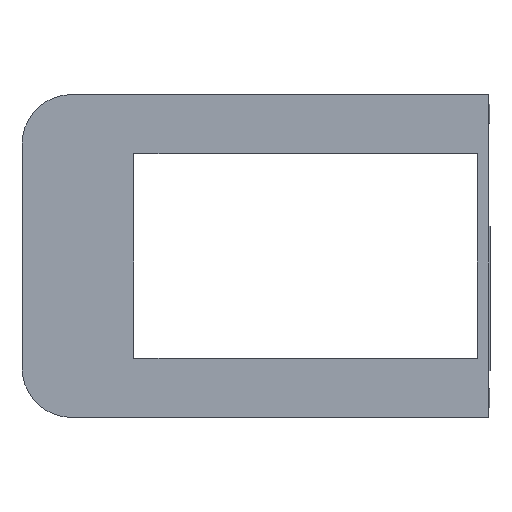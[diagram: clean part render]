
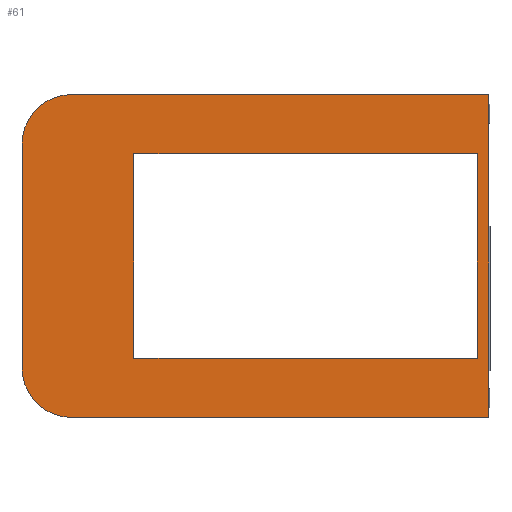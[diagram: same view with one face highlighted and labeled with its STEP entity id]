
A CAD part, top view. The second image highlights one B-rep face of the part: STEP entity #61.
In plain terms, the highlighted planar face has unit normal (0, 0, 1).
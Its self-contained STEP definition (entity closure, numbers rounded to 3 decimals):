
#23=FACE_BOUND('',#145,.F.);
#25=PLANE('',#886);
#61=ADVANCED_FACE('',(#23,#103),#25,.T.);
#103=FACE_OUTER_BOUND('',#146,.F.);
#145=EDGE_LOOP('',(#207,#208,#209,#210));
#146=EDGE_LOOP('',(#211,#212,#213,#214,#215,#216));
#207=ORIENTED_EDGE('',*,*,#564,.F.);
#208=ORIENTED_EDGE('',*,*,#567,.F.);
#209=ORIENTED_EDGE('',*,*,#569,.F.);
#210=ORIENTED_EDGE('',*,*,#570,.F.);
#211=ORIENTED_EDGE('',*,*,#579,.F.);
#212=ORIENTED_EDGE('',*,*,#572,.F.);
#213=ORIENTED_EDGE('',*,*,#575,.F.);
#214=ORIENTED_EDGE('',*,*,#577,.F.);
#215=ORIENTED_EDGE('',*,*,#578,.F.);
#216=ORIENTED_EDGE('',*,*,#488,.F.);
#457=CIRCLE('',#876,3.94);
#458=CIRCLE('',#877,3.94);
#488=EDGE_CURVE('',#806,#805,#604,.T.);
#564=EDGE_CURVE('',#753,#752,#649,.T.);
#567=EDGE_CURVE('',#751,#753,#652,.T.);
#569=EDGE_CURVE('',#750,#751,#654,.T.);
#570=EDGE_CURVE('',#752,#750,#655,.T.);
#572=EDGE_CURVE('',#749,#748,#457,.T.);
#575=EDGE_CURVE('',#747,#749,#659,.T.);
#577=EDGE_CURVE('',#746,#747,#458,.T.);
#578=EDGE_CURVE('',#805,#746,#661,.T.);
#579=EDGE_CURVE('',#748,#806,#662,.T.);
#604=LINE('',#1260,#683);
#649=LINE('',#1377,#728);
#652=LINE('',#1380,#731);
#654=LINE('',#1382,#733);
#655=LINE('',#1383,#734);
#659=LINE('',#1388,#738);
#661=LINE('',#1391,#740);
#662=LINE('',#1392,#741);
#683=VECTOR('',#946,25.66);
#728=VECTOR('',#1039,16.26);
#731=VECTOR('',#1042,27.3);
#733=VECTOR('',#1044,16.26);
#734=VECTOR('',#1045,27.3);
#738=VECTOR('',#1051,17.78);
#740=VECTOR('',#1055,33.16);
#741=VECTOR('',#1056,33.16);
#746=VERTEX_POINT('',#1159);
#747=VERTEX_POINT('',#1160);
#748=VERTEX_POINT('',#1161);
#749=VERTEX_POINT('',#1162);
#750=VERTEX_POINT('',#1163);
#751=VERTEX_POINT('',#1164);
#752=VERTEX_POINT('',#1165);
#753=VERTEX_POINT('',#1166);
#805=VERTEX_POINT('',#1218);
#806=VERTEX_POINT('',#1219);
#876=AXIS2_PLACEMENT_3D('',#1385,#1047,#1048);
#877=AXIS2_PLACEMENT_3D('',#1390,#1053,#1054);
#886=AXIS2_PLACEMENT_3D('',#1405,#1077,#1078);
#946=DIRECTION('',(0.,1.,0.));
#1039=DIRECTION('',(0.,1.,0.));
#1042=DIRECTION('',(-1.,0.,0.));
#1044=DIRECTION('',(0.,-1.,0.));
#1045=DIRECTION('',(1.,0.,0.));
#1047=DIRECTION('',(0.,0.,1.));
#1048=DIRECTION('',(-1.,0.,0.));
#1051=DIRECTION('',(0.,-1.,0.));
#1053=DIRECTION('',(0.,0.,1.));
#1054=DIRECTION('',(0.,1.,0.));
#1055=DIRECTION('',(-1.,0.,0.));
#1056=DIRECTION('',(1.,0.,0.));
#1077=DIRECTION('',(0.,0.,1.));
#1078=DIRECTION('',(1.,0.,0.));
#1159=CARTESIAN_POINT('',(-22.86,12.83,3.4));
#1160=CARTESIAN_POINT('',(-26.8,8.89,3.4));
#1161=CARTESIAN_POINT('',(-22.86,-12.83,3.4));
#1162=CARTESIAN_POINT('',(-26.8,-8.89,3.4));
#1163=CARTESIAN_POINT('',(9.4,8.13,3.4));
#1164=CARTESIAN_POINT('',(9.4,-8.13,3.4));
#1165=CARTESIAN_POINT('',(-17.9,8.13,3.4));
#1166=CARTESIAN_POINT('',(-17.9,-8.13,3.4));
#1218=CARTESIAN_POINT('',(10.3,12.83,3.4));
#1219=CARTESIAN_POINT('',(10.3,-12.83,3.4));
#1260=CARTESIAN_POINT('',(10.3,-12.83,3.4));
#1377=CARTESIAN_POINT('',(-17.9,-8.13,3.4));
#1380=CARTESIAN_POINT('',(9.4,-8.13,3.4));
#1382=CARTESIAN_POINT('',(9.4,8.13,3.4));
#1383=CARTESIAN_POINT('',(-17.9,8.13,3.4));
#1385=CARTESIAN_POINT('',(-22.86,-8.89,3.4));
#1388=CARTESIAN_POINT('',(-26.8,8.89,3.4));
#1390=CARTESIAN_POINT('',(-22.86,8.89,3.4));
#1391=CARTESIAN_POINT('',(10.3,12.83,3.4));
#1392=CARTESIAN_POINT('',(-22.86,-12.83,3.4));
#1405=CARTESIAN_POINT('',(-28.655,-14.685,3.4));
